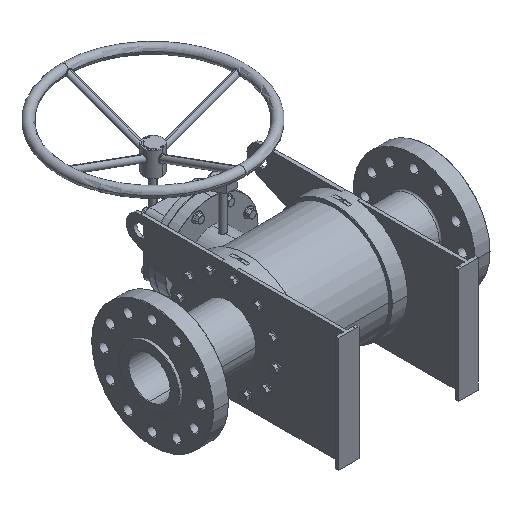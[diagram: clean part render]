
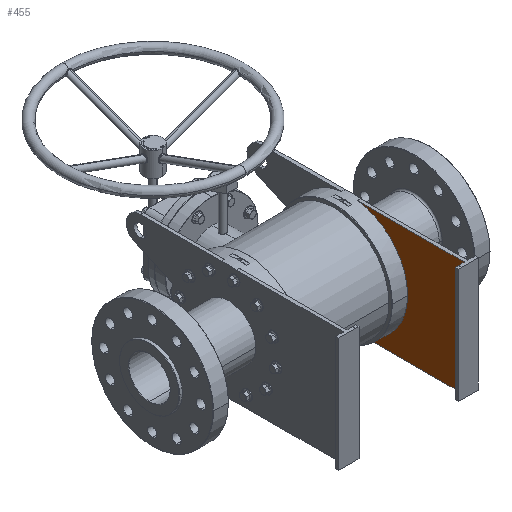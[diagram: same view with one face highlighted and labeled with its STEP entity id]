
A CAD part, isometric view. The second image highlights one B-rep face of the part: STEP entity #455.
In plain terms, the highlighted planar face has unit normal (-1, 0, 0).
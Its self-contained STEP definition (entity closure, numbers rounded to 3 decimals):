
#105 = ORIENTED_EDGE ( 'NONE', *, *, #20758, .T. ) ;
#455 = ADVANCED_FACE ( 'NONE', ( #7370 ), #7106, .F. ) ;
#1856 = DIRECTION ( 'NONE',  ( -1., 0., 0. ) ) ;
#1903 = CARTESIAN_POINT ( 'NONE',  ( 190., -369., 185. ) ) ;
#1944 = ORIENTED_EDGE ( 'NONE', *, *, #25623, .F. ) ;
#2025 = VERTEX_POINT ( 'NONE', #5513 ) ;
#2618 = ORIENTED_EDGE ( 'NONE', *, *, #2679, .T. ) ;
#2679 = EDGE_CURVE ( 'NONE', #7644, #22408, #14248, .T. ) ;
#2867 = LINE ( 'NONE', #10211, #19864 ) ;
#3178 = DIRECTION ( 'NONE',  ( 0., 0., 1. ) ) ;
#3789 = DIRECTION ( 'NONE',  ( 0., -1., 0. ) ) ;
#3794 = CARTESIAN_POINT ( 'NONE',  ( 190., -25.137, 185. ) ) ;
#3823 = DIRECTION ( 'NONE',  ( 0., -1., 0. ) ) ;
#3890 = ORIENTED_EDGE ( 'NONE', *, *, #8235, .F. ) ;
#4219 = EDGE_CURVE ( 'NONE', #10619, #21934, #18457, .T. ) ;
#5513 = CARTESIAN_POINT ( 'NONE',  ( 190., -25.137, -185. ) ) ;
#7106 = PLANE ( 'NONE',  #16895 ) ;
#7370 = FACE_OUTER_BOUND ( 'NONE', #24336, .T. ) ;
#7644 = VERTEX_POINT ( 'NONE', #13371 ) ;
#8235 = EDGE_CURVE ( 'NONE', #2025, #10619, #11884, .T. ) ;
#8522 = CARTESIAN_POINT ( 'NONE',  ( 190., 0., 185. ) ) ;
#10211 = CARTESIAN_POINT ( 'NONE',  ( 190., 0., -185. ) ) ;
#10619 = VERTEX_POINT ( 'NONE', #13180 ) ;
#11884 = CIRCLE ( 'NONE', #19885, 186.7 ) ;
#12263 = VECTOR ( 'NONE', #14775, 1000. ) ;
#12477 = CARTESIAN_POINT ( 'NONE',  ( 190., 0., 0. ) ) ;
#13180 = CARTESIAN_POINT ( 'NONE',  ( 190., -186.7, 0. ) ) ;
#13371 = CARTESIAN_POINT ( 'NONE',  ( 190., -369., -185. ) ) ;
#14248 = LINE ( 'NONE', #27319, #18459 ) ;
#14775 = DIRECTION ( 'NONE',  ( 0., -1., 0. ) ) ;
#16179 = CARTESIAN_POINT ( 'NONE',  ( 190., 0., 0. ) ) ;
#16895 = AXIS2_PLACEMENT_3D ( 'NONE', #26035, #17836, #3178 ) ;
#17836 = DIRECTION ( 'NONE',  ( 1., 0., 0. ) ) ;
#18457 = CIRCLE ( 'NONE', #25105, 186.7 ) ;
#18459 = VECTOR ( 'NONE', #18722, 1000. ) ;
#18722 = DIRECTION ( 'NONE',  ( 0., 0., 1. ) ) ;
#19864 = VECTOR ( 'NONE', #3789, 1000. ) ;
#19885 = AXIS2_PLACEMENT_3D ( 'NONE', #12477, #1856, #3823 ) ;
#20363 = DIRECTION ( 'NONE',  ( 0., -1., 0. ) ) ;
#20447 = ORIENTED_EDGE ( 'NONE', *, *, #4219, .F. ) ;
#20758 = EDGE_CURVE ( 'NONE', #2025, #7644, #2867, .T. ) ;
#21340 = LINE ( 'NONE', #8522, #12263 ) ;
#21934 = VERTEX_POINT ( 'NONE', #3794 ) ;
#22052 = DIRECTION ( 'NONE',  ( -1., 0., 0. ) ) ;
#22408 = VERTEX_POINT ( 'NONE', #1903 ) ;
#24336 = EDGE_LOOP ( 'NONE', ( #105, #2618, #1944, #20447, #3890 ) ) ;
#25105 = AXIS2_PLACEMENT_3D ( 'NONE', #16179, #22052, #20363 ) ;
#25623 = EDGE_CURVE ( 'NONE', #21934, #22408, #21340, .T. ) ;
#26035 = CARTESIAN_POINT ( 'NONE',  ( 190., 0., 0. ) ) ;
#27319 = CARTESIAN_POINT ( 'NONE',  ( 190., -369., 185. ) ) ;
